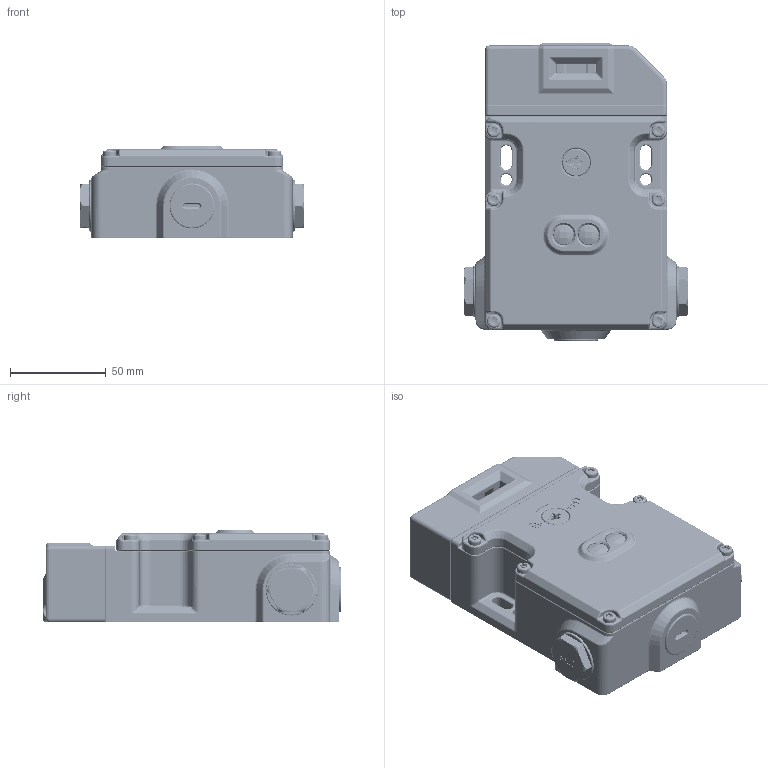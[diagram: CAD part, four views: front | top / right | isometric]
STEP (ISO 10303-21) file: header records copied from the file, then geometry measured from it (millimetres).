
FILE_DESCRIPTION (( 'STEP AP214' ), '1' );
FILE_NAME ('KLTM-450002.step', '2017-09-27T15:00:49', ( '' ), ( '' ), 'SwSTEP 2.0', 'SolidWorks 2017', '' );
FILE_SCHEMA (( 'AUTOMOTIVE_DESIGN' ));
Length unit declared in the file: inch
Products named in the file (1): KLTM-450002
Bounding box: 117 x 156 x 48.5 mm (x, y, z)
Volume: 210594 mm3; surface area: 137832.4 mm2
Topology: 23 solids, 23 shells, 4546 faces, 10850 edges, 6302 vertices
Faces by surface type: cylinder 1816, bspline 1352, plane 1096, cone 282
Entity records: 167889 total; most frequent: CARTESIAN_POINT 70260, ORIENTED_EDGE 21316, DIRECTION 19605, EDGE_CURVE 10658, AXIS2_PLACEMENT_3D 7696, VERTEX_POINT 6302, EDGE_LOOP 4764, FACE_OUTER_BOUND 4546
